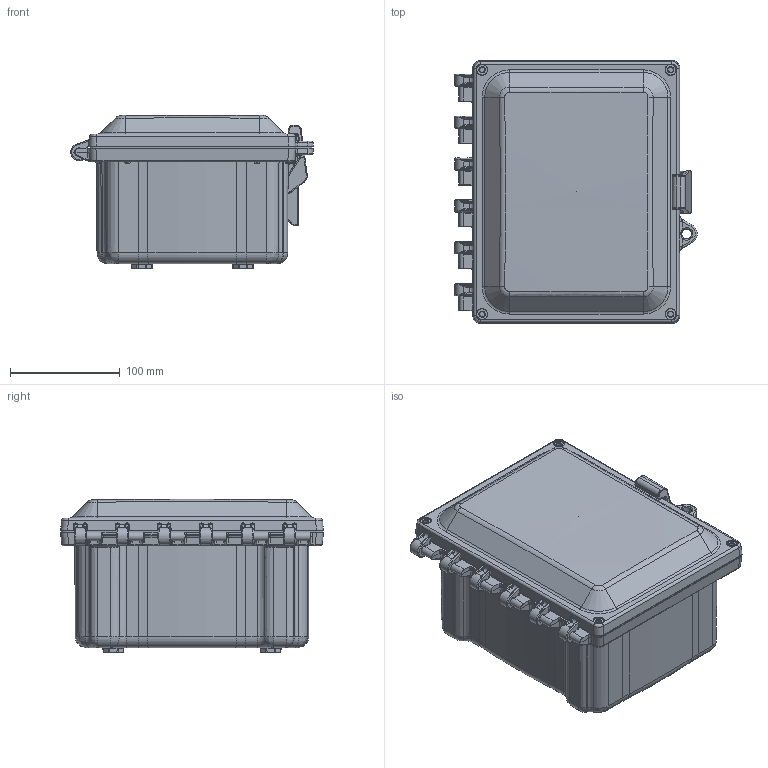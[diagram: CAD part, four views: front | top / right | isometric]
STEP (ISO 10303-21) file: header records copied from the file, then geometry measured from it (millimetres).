
FILE_DESCRIPTION(/* description */ (''),/* implementation_level */ '2;1');
FILE_NAME(/* name */ 'HW-PCC80604CHQR.stp',/* time_stamp */ '2014-04-08T13:24:14-05:00',/* author */ ('jtigges'),/* organization */ (''),/* preprocessor_version */ 'ST-DEVELOPER v15.2',/* originating_system */ 'Autodesk Inventor 2014',/* authorisation */ '');
FILE_SCHEMA (('AUTOMOTIVE_DESIGN { 1 0 10303 214 3 1 1 }'));
Length unit declared in the file: inch
Products named in the file (8): PC806_BASE; PC806CC_CVR; PC806_G; WP806CU; latch_top; latch_bottom; PCLATCH; PC806CC_STP
Bounding box: 220.38 x 238.89 x 139.95 mm (x, y, z)
Volume: 813993.2 mm3; surface area: 447744.4 mm2
Topology: 5 solids, 5 shells, 2800 faces, 6555 edges, 3796 vertices
Faces by surface type: cylinder 879, bspline 858, plane 551, torus 281, cone 207, sphere 24
Full cylindrical faces by diameter (mm): 4.953 x4, 5.08 x2, 6.35 x4, 6.604 x8, 7.938 x10, 8.191 x4, 8.319 x6, 9.525 x1, 9.906 x4, 11.43 x1
Entity records: 132493 total; most frequent: CARTESIAN_POINT 73836, ORIENTED_EDGE 12796, DIRECTION 11584, EDGE_CURVE 6398, AXIS2_PLACEMENT_3D 4723, VERTEX_POINT 3760, EDGE_LOOP 2984, FACE_OUTER_BOUND 2800
